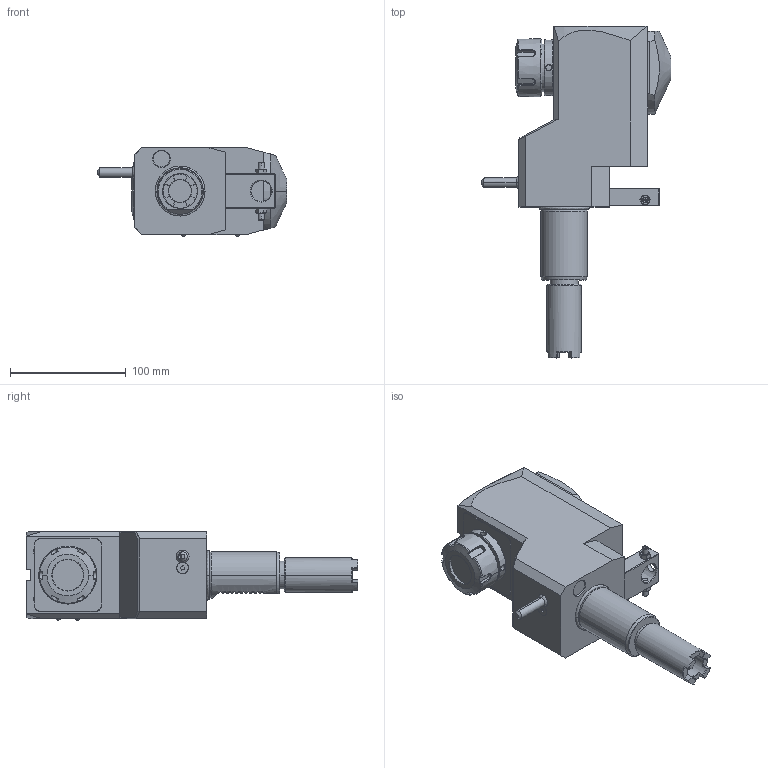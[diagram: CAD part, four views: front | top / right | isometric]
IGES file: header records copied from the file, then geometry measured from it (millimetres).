
Start section:  PTC IGES file: ngt1_40_451_32_1_2_120c.igs
Global section: file name: ngt1_40_451_32_1_2_120c.igs; native system: Pro/ENGINEER by Parametric Technology Corporation; preprocessor: 2010280; author: vali; organization: Unknown; date: 20170321.115441; units: millimetre
Bounding box: 163.5 x 286.25 x 76.6 mm (x, y, z)
Volume: 1235725.8 mm3; surface area: 96703.8 mm2
Topology: 1 solids, 2 shells, 470 faces, 1206 edges, 750 vertices
Faces by surface type: bspline 276, revolution 192, extrusion 2
